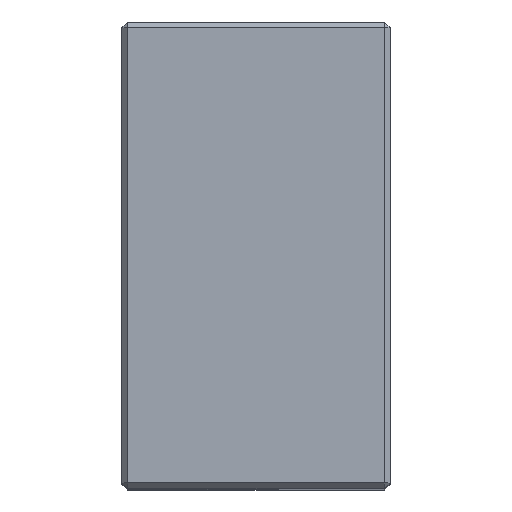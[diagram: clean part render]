
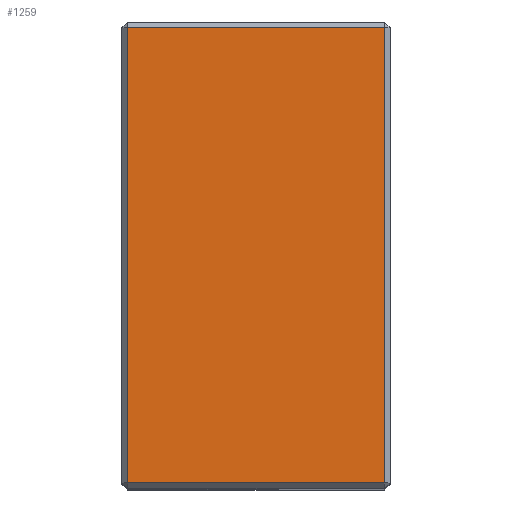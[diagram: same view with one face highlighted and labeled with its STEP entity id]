
A CAD part, top view. The second image highlights one B-rep face of the part: STEP entity #1259.
In plain terms, the highlighted planar face has unit normal (0, 0, 1).
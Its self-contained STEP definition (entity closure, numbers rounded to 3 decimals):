
#117=FACE_OUTER_BOUND('',#200,.T.);
#200=EDGE_LOOP('',(#1011,#1012,#1013,#1014));
#272=LINE('',#1865,#416);
#280=LINE('',#1879,#424);
#285=LINE('',#1889,#429);
#287=LINE('',#1892,#431);
#416=VECTOR('',#1494,10.);
#424=VECTOR('',#1508,10.);
#429=VECTOR('',#1517,10.);
#431=VECTOR('',#1521,10.);
#542=VERTEX_POINT('',#1842);
#547=VERTEX_POINT('',#1858);
#552=VERTEX_POINT('',#1874);
#555=VERTEX_POINT('',#1884);
#665=EDGE_CURVE('',#547,#542,#272,.T.);
#673=EDGE_CURVE('',#542,#552,#280,.T.);
#678=EDGE_CURVE('',#552,#555,#285,.T.);
#680=EDGE_CURVE('',#555,#547,#287,.T.);
#1011=ORIENTED_EDGE('',*,*,#665,.F.);
#1012=ORIENTED_EDGE('',*,*,#680,.F.);
#1013=ORIENTED_EDGE('',*,*,#678,.F.);
#1014=ORIENTED_EDGE('',*,*,#673,.F.);
#1197=PLANE('',#1378);
#1259=ADVANCED_FACE('',(#117),#1197,.T.);
#1378=AXIS2_PLACEMENT_3D('',#2030,#1657,#1658);
#1494=DIRECTION('',(0.,-1.,0.));
#1508=DIRECTION('',(-1.,0.,0.));
#1517=DIRECTION('',(0.,1.,0.));
#1521=DIRECTION('',(1.,0.,0.));
#1657=DIRECTION('center_axis',(0.,0.,1.));
#1658=DIRECTION('ref_axis',(1.,0.,0.));
#1842=CARTESIAN_POINT('',(-0.5,0.5,29.));
#1858=CARTESIAN_POINT('',(-0.5,39.5,29.));
#1865=CARTESIAN_POINT('',(-0.5,0.,29.));
#1874=CARTESIAN_POINT('',(-22.5,0.5,29.));
#1879=CARTESIAN_POINT('',(-16.266,0.5,29.));
#1884=CARTESIAN_POINT('',(-22.5,39.5,29.));
#1889=CARTESIAN_POINT('',(-22.5,0.,29.));
#1892=CARTESIAN_POINT('',(-16.266,39.5,29.));
#2030=CARTESIAN_POINT('Origin',(-23.,0.,29.));
